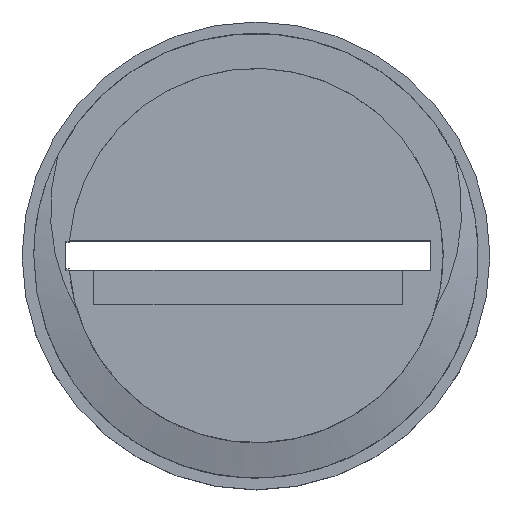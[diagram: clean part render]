
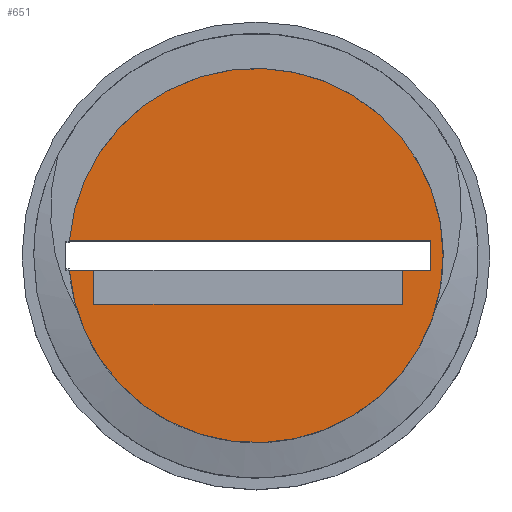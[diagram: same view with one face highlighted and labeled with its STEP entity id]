
A CAD part, top view. The second image highlights one B-rep face of the part: STEP entity #651.
In plain terms, the highlighted planar face has unit normal (0, 0, 1).
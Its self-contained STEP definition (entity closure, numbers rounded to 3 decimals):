
#27=PLANE('',#697);
#47=FACE_OUTER_BOUND('',#78,.T.);
#78=EDGE_LOOP('',(#456,#457,#458,#459,#460,#461,#462,#463));
#106=CIRCLE('',#698,11.52);
#159=LINE('',#904,#210);
#163=LINE('',#912,#214);
#166=LINE('',#918,#217);
#170=LINE('',#926,#221);
#171=LINE('',#930,#222);
#172=LINE('',#932,#223);
#173=LINE('',#933,#224);
#210=VECTOR('',#735,10.);
#214=VECTOR('',#741,10.);
#217=VECTOR('',#746,10.);
#221=VECTOR('',#754,10.);
#222=VECTOR('',#757,10.);
#223=VECTOR('',#758,10.);
#224=VECTOR('',#759,10.);
#265=VERTEX_POINT('',#902);
#266=VERTEX_POINT('',#903);
#269=VERTEX_POINT('',#911);
#271=VERTEX_POINT('',#917);
#273=VERTEX_POINT('',#925);
#274=VERTEX_POINT('',#927);
#275=VERTEX_POINT('',#929);
#276=VERTEX_POINT('',#931);
#336=EDGE_CURVE('',#265,#266,#159,.T.);
#340=EDGE_CURVE('',#269,#265,#163,.T.);
#343=EDGE_CURVE('',#271,#269,#166,.T.);
#347=EDGE_CURVE('',#266,#273,#170,.T.);
#348=EDGE_CURVE('',#273,#274,#106,.T.);
#349=EDGE_CURVE('',#274,#275,#171,.T.);
#350=EDGE_CURVE('',#275,#276,#172,.T.);
#351=EDGE_CURVE('',#276,#271,#173,.T.);
#456=ORIENTED_EDGE('',*,*,#343,.T.);
#457=ORIENTED_EDGE('',*,*,#340,.T.);
#458=ORIENTED_EDGE('',*,*,#336,.T.);
#459=ORIENTED_EDGE('',*,*,#347,.T.);
#460=ORIENTED_EDGE('',*,*,#348,.T.);
#461=ORIENTED_EDGE('',*,*,#349,.T.);
#462=ORIENTED_EDGE('',*,*,#350,.T.);
#463=ORIENTED_EDGE('',*,*,#351,.T.);
#651=ADVANCED_FACE('',(#47),#27,.F.);
#697=AXIS2_PLACEMENT_3D('',#924,#752,#753);
#698=AXIS2_PLACEMENT_3D('',#928,#755,#756);
#735=DIRECTION('',(0.,1.,0.));
#741=DIRECTION('',(-1.,0.,0.));
#746=DIRECTION('',(0.,-1.,0.));
#752=DIRECTION('center_axis',(0.,0.,-1.));
#753=DIRECTION('ref_axis',(-1.,0.,0.));
#754=DIRECTION('',(-1.,0.,0.));
#755=DIRECTION('center_axis',(0.,0.,1.));
#756=DIRECTION('ref_axis',(-1.,0.,0.));
#757=DIRECTION('',(1.,0.,0.));
#758=DIRECTION('',(0.,-1.,0.));
#759=DIRECTION('',(-1.,0.,0.));
#902=CARTESIAN_POINT('',(-9.5,-3.,32.));
#903=CARTESIAN_POINT('',(-9.5,-0.9,32.));
#904=CARTESIAN_POINT('',(-9.5,-1.5,32.));
#911=CARTESIAN_POINT('',(9.5,-3.,32.));
#912=CARTESIAN_POINT('',(4.99,-3.,32.));
#917=CARTESIAN_POINT('',(9.5,-0.9,32.));
#918=CARTESIAN_POINT('',(9.5,-0.45,32.));
#924=CARTESIAN_POINT('Origin',(0.48,0.,32.));
#925=CARTESIAN_POINT('',(-11.005,-0.9,32.));
#926=CARTESIAN_POINT('',(0.24,-0.9,32.));
#927=CARTESIAN_POINT('',(-11.005,0.9,32.));
#928=CARTESIAN_POINT('Origin',(0.48,0.,32.));
#929=CARTESIAN_POINT('',(11.25,0.9,32.));
#930=CARTESIAN_POINT('',(0.24,0.9,32.));
#931=CARTESIAN_POINT('',(11.25,-0.9,32.));
#932=CARTESIAN_POINT('',(11.25,0.4,32.));
#933=CARTESIAN_POINT('',(0.24,-0.9,32.));
